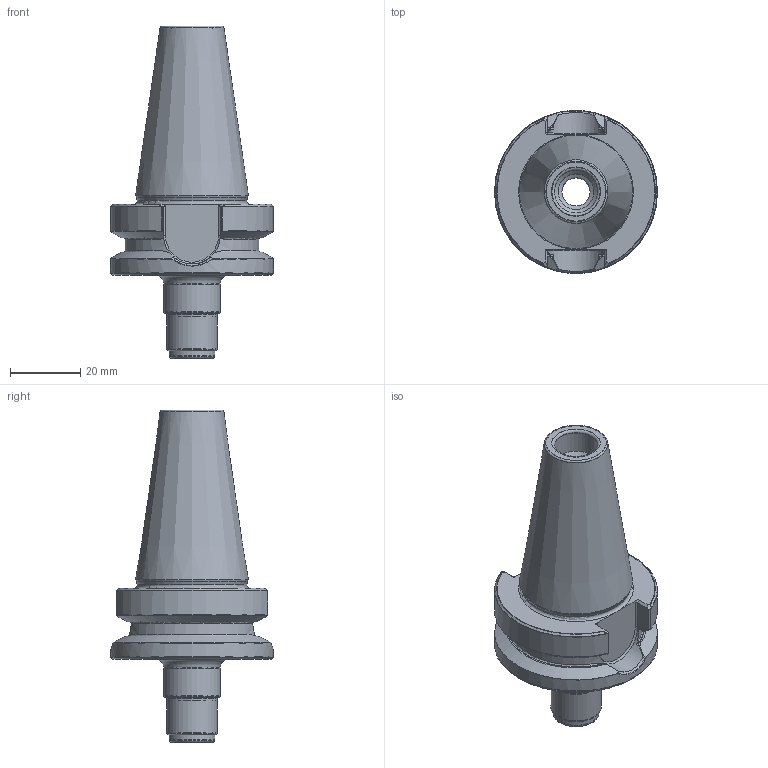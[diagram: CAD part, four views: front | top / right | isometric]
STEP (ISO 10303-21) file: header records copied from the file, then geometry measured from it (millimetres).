
FILE_DESCRIPTION(/* description */ (''),/* implementation_level */ '2;1');
FILE_NAME(/* name */ '513011110.stp',/* time_stamp */ '2021-06-01T08:25:40',/* author */ ('LRA'),/* organization */ ('REGO-FIX'),/* preprocessor_version */ ' Unknown',/* originating_system */ 'SIEMENS PLM Software Solid Edge ST10',/* authorization */ 'Unknown');
FILE_SCHEMA (('AUTOMOTIVE_DESIGN { 1 0 10303 214 2 1 1}'));
Length unit declared in the file: millimetre
Products named in the file (1): NOCUT
Bounding box: 46.3 x 46.3 x 94.3 mm (x, y, z)
Volume: 102316.9 mm3; surface area: 27571.1 mm2
Topology: 2 solids, 2 shells, 175 faces, 457 edges, 290 vertices
Faces by surface type: plane 64, cylinder 45, torus 28, cone 26, bspline 12
Full cylindrical faces by diameter (mm): 8 x2, 10.106 x4, 12.2 x1, 12.5 x1, 12.7 x1, 13 x1, 14 x2, 14.3 x1, 15.8 x1, 16.1 x1, 46 x1, 46.3 x1
Entity records: 6590 total; most frequent: CARTESIAN_POINT 1473, ORIENTED_EDGE 794, DIRECTION 752, EDGE_CURVE 397, AXIS2_PLACEMENT_3D 320, VERTEX_POINT 277, EDGE_LOOP 230, FACE_BOUND 230
